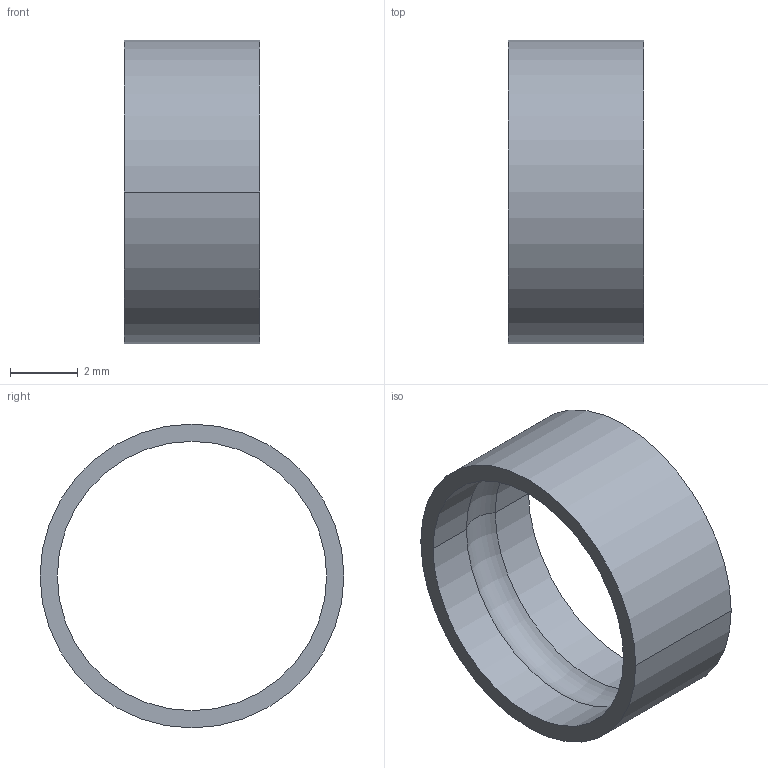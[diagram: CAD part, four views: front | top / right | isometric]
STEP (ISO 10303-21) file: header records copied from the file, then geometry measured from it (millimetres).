
FILE_DESCRIPTION((''),'2;1');
FILE_NAME('MOTOR_LOZISKO_2','2022-02-19T21:19:46',('BenoVidla'),(''),'CREO PARAMETRIC BY PTC INC, 2021063','CREO PARAMETRIC BY PTC INC, 2021063','');
FILE_SCHEMA(('AP242_MANAGED_MODEL_BASED_3D_ENGINEERING_MIM_LF { 1 0 10303 442 1 1 4 }'));
Length unit declared in the file: millimetre
Products named in the file (1): MOTOR_LOZISKO_2
Bounding box: 4 x 9 x 9 mm (x, y, z)
Volume: 49.8 mm3; surface area: 244.3 mm2
Topology: 1 solids, 1 shells, 10 faces, 27 edges, 20 vertices
Faces by surface type: cylinder 6, plane 2, torus 2
Entity records: 495 total; most frequent: DIRECTION 70, CARTESIAN_POINT 55, ORIENTED_EDGE 40, AXIS2_PLACEMENT_3D 29, EDGE_CURVE 20, PRESENTATION_STYLE_ASSIGNMENT 18, STYLED_ITEM 18, CIRCLE 15
